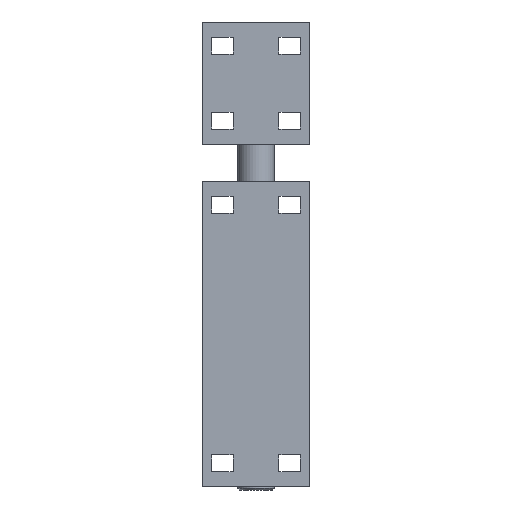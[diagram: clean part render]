
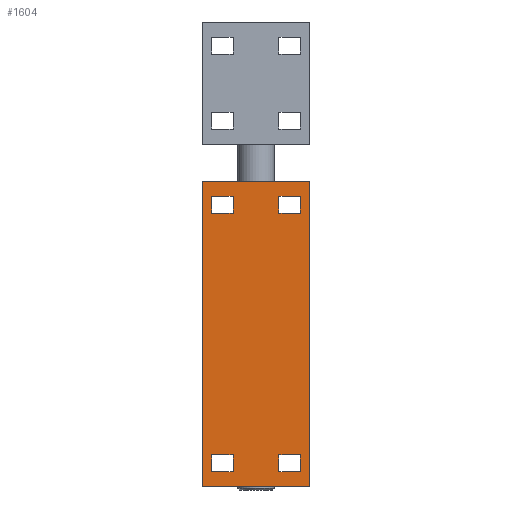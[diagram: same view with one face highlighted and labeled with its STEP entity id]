
A CAD part, front view. The second image highlights one B-rep face of the part: STEP entity #1604.
In plain terms, the highlighted planar face has unit normal (0, -1, 0).
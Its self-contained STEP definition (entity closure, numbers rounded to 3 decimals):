
#55=FACE_BOUND('',#254,.T.);
#56=FACE_BOUND('',#255,.T.);
#57=FACE_BOUND('',#256,.T.);
#58=FACE_BOUND('',#257,.T.);
#88=PLANE('',#1789);
#160=FACE_OUTER_BOUND('',#253,.T.);
#253=EDGE_LOOP('',(#1165,#1166,#1167,#1168));
#254=EDGE_LOOP('',(#1169,#1170,#1171,#1172));
#255=EDGE_LOOP('',(#1173,#1174,#1175,#1176));
#256=EDGE_LOOP('',(#1177,#1178,#1179,#1180));
#257=EDGE_LOOP('',(#1181,#1182,#1183,#1184));
#411=LINE('',#2405,#586);
#412=LINE('',#2407,#587);
#413=LINE('',#2409,#588);
#414=LINE('',#2410,#589);
#415=LINE('',#2413,#590);
#416=LINE('',#2415,#591);
#417=LINE('',#2417,#592);
#418=LINE('',#2418,#593);
#419=LINE('',#2421,#594);
#420=LINE('',#2423,#595);
#421=LINE('',#2425,#596);
#422=LINE('',#2426,#597);
#423=LINE('',#2429,#598);
#424=LINE('',#2431,#599);
#425=LINE('',#2433,#600);
#426=LINE('',#2434,#601);
#427=LINE('',#2437,#602);
#428=LINE('',#2439,#603);
#429=LINE('',#2441,#604);
#430=LINE('',#2442,#605);
#586=VECTOR('',#1961,10.);
#587=VECTOR('',#1962,10.);
#588=VECTOR('',#1963,10.);
#589=VECTOR('',#1964,10.);
#590=VECTOR('',#1965,10.);
#591=VECTOR('',#1966,10.);
#592=VECTOR('',#1967,10.);
#593=VECTOR('',#1968,10.);
#594=VECTOR('',#1969,10.);
#595=VECTOR('',#1970,10.);
#596=VECTOR('',#1971,10.);
#597=VECTOR('',#1972,10.);
#598=VECTOR('',#1973,10.);
#599=VECTOR('',#1974,10.);
#600=VECTOR('',#1975,10.);
#601=VECTOR('',#1976,10.);
#602=VECTOR('',#1977,10.);
#603=VECTOR('',#1978,10.);
#604=VECTOR('',#1979,10.);
#605=VECTOR('',#1980,10.);
#767=VERTEX_POINT('',#2403);
#768=VERTEX_POINT('',#2404);
#769=VERTEX_POINT('',#2406);
#770=VERTEX_POINT('',#2408);
#771=VERTEX_POINT('',#2411);
#772=VERTEX_POINT('',#2412);
#773=VERTEX_POINT('',#2414);
#774=VERTEX_POINT('',#2416);
#775=VERTEX_POINT('',#2419);
#776=VERTEX_POINT('',#2420);
#777=VERTEX_POINT('',#2422);
#778=VERTEX_POINT('',#2424);
#779=VERTEX_POINT('',#2427);
#780=VERTEX_POINT('',#2428);
#781=VERTEX_POINT('',#2430);
#782=VERTEX_POINT('',#2432);
#783=VERTEX_POINT('',#2435);
#784=VERTEX_POINT('',#2436);
#785=VERTEX_POINT('',#2438);
#786=VERTEX_POINT('',#2440);
#924=EDGE_CURVE('',#767,#768,#411,.T.);
#925=EDGE_CURVE('',#769,#767,#412,.T.);
#926=EDGE_CURVE('',#770,#769,#413,.T.);
#927=EDGE_CURVE('',#768,#770,#414,.T.);
#928=EDGE_CURVE('',#771,#772,#415,.T.);
#929=EDGE_CURVE('',#772,#773,#416,.T.);
#930=EDGE_CURVE('',#773,#774,#417,.T.);
#931=EDGE_CURVE('',#774,#771,#418,.T.);
#932=EDGE_CURVE('',#775,#776,#419,.T.);
#933=EDGE_CURVE('',#776,#777,#420,.T.);
#934=EDGE_CURVE('',#777,#778,#421,.T.);
#935=EDGE_CURVE('',#778,#775,#422,.T.);
#936=EDGE_CURVE('',#779,#780,#423,.T.);
#937=EDGE_CURVE('',#780,#781,#424,.T.);
#938=EDGE_CURVE('',#781,#782,#425,.T.);
#939=EDGE_CURVE('',#782,#779,#426,.T.);
#940=EDGE_CURVE('',#783,#784,#427,.T.);
#941=EDGE_CURVE('',#784,#785,#428,.T.);
#942=EDGE_CURVE('',#785,#786,#429,.T.);
#943=EDGE_CURVE('',#786,#783,#430,.T.);
#1165=ORIENTED_EDGE('',*,*,#924,.F.);
#1166=ORIENTED_EDGE('',*,*,#925,.F.);
#1167=ORIENTED_EDGE('',*,*,#926,.F.);
#1168=ORIENTED_EDGE('',*,*,#927,.F.);
#1169=ORIENTED_EDGE('',*,*,#928,.T.);
#1170=ORIENTED_EDGE('',*,*,#929,.T.);
#1171=ORIENTED_EDGE('',*,*,#930,.T.);
#1172=ORIENTED_EDGE('',*,*,#931,.T.);
#1173=ORIENTED_EDGE('',*,*,#932,.T.);
#1174=ORIENTED_EDGE('',*,*,#933,.T.);
#1175=ORIENTED_EDGE('',*,*,#934,.T.);
#1176=ORIENTED_EDGE('',*,*,#935,.T.);
#1177=ORIENTED_EDGE('',*,*,#936,.T.);
#1178=ORIENTED_EDGE('',*,*,#937,.T.);
#1179=ORIENTED_EDGE('',*,*,#938,.T.);
#1180=ORIENTED_EDGE('',*,*,#939,.T.);
#1181=ORIENTED_EDGE('',*,*,#940,.T.);
#1182=ORIENTED_EDGE('',*,*,#941,.T.);
#1183=ORIENTED_EDGE('',*,*,#942,.T.);
#1184=ORIENTED_EDGE('',*,*,#943,.T.);
#1604=ADVANCED_FACE('',(#160,#55,#56,#57,#58),#88,.F.);
#1789=AXIS2_PLACEMENT_3D('',#2402,#1959,#1960);
#1959=DIRECTION('center_axis',(0.,1.,0.));
#1960=DIRECTION('ref_axis',(0.,0.,1.));
#1961=DIRECTION('',(0.,0.,-1.));
#1962=DIRECTION('',(1.,0.,0.));
#1963=DIRECTION('',(0.,0.,1.));
#1964=DIRECTION('',(-1.,0.,0.));
#1965=DIRECTION('',(-1.,0.,0.));
#1966=DIRECTION('',(0.,0.,1.));
#1967=DIRECTION('',(1.,0.,0.));
#1968=DIRECTION('',(0.,0.,-1.));
#1969=DIRECTION('',(1.,0.,0.));
#1970=DIRECTION('',(0.,0.,-1.));
#1971=DIRECTION('',(-1.,0.,0.));
#1972=DIRECTION('',(0.,0.,1.));
#1973=DIRECTION('',(-1.,0.,0.));
#1974=DIRECTION('',(0.,0.,1.));
#1975=DIRECTION('',(1.,0.,0.));
#1976=DIRECTION('',(0.,0.,-1.));
#1977=DIRECTION('',(1.,0.,0.));
#1978=DIRECTION('',(0.,0.,-1.));
#1979=DIRECTION('',(-1.,0.,0.));
#1980=DIRECTION('',(0.,0.,1.));
#2402=CARTESIAN_POINT('Origin',(0.,0.,0.));
#2403=CARTESIAN_POINT('',(17.5,0.,50.));
#2404=CARTESIAN_POINT('',(17.5,0.,-50.));
#2405=CARTESIAN_POINT('',(17.5,0.,50.));
#2406=CARTESIAN_POINT('',(-17.5,0.,50.));
#2407=CARTESIAN_POINT('',(-17.5,0.,50.));
#2408=CARTESIAN_POINT('',(-17.5,0.,-50.));
#2409=CARTESIAN_POINT('',(-17.5,0.,-50.));
#2410=CARTESIAN_POINT('',(17.5,0.,-50.));
#2411=CARTESIAN_POINT('',(14.5,0.,-45.));
#2412=CARTESIAN_POINT('',(7.5,0.,-45.));
#2413=CARTESIAN_POINT('',(3.75,0.,-45.));
#2414=CARTESIAN_POINT('',(7.5,0.,-39.5));
#2415=CARTESIAN_POINT('',(7.5,0.,-19.75));
#2416=CARTESIAN_POINT('',(14.5,0.,-39.5));
#2417=CARTESIAN_POINT('',(7.25,0.,-39.5));
#2418=CARTESIAN_POINT('',(14.5,0.,-22.5));
#2419=CARTESIAN_POINT('',(7.5,0.,45.));
#2420=CARTESIAN_POINT('',(14.5,0.,45.));
#2421=CARTESIAN_POINT('',(7.25,0.,45.));
#2422=CARTESIAN_POINT('',(14.5,0.,39.5));
#2423=CARTESIAN_POINT('',(14.5,0.,19.75));
#2424=CARTESIAN_POINT('',(7.5,0.,39.5));
#2425=CARTESIAN_POINT('',(3.75,0.,39.5));
#2426=CARTESIAN_POINT('',(7.5,0.,22.5));
#2427=CARTESIAN_POINT('',(-7.5,0.,-45.));
#2428=CARTESIAN_POINT('',(-14.5,0.,-45.));
#2429=CARTESIAN_POINT('',(-7.25,0.,-45.));
#2430=CARTESIAN_POINT('',(-14.5,0.,-39.5));
#2431=CARTESIAN_POINT('',(-14.5,0.,-19.75));
#2432=CARTESIAN_POINT('',(-7.5,0.,-39.5));
#2433=CARTESIAN_POINT('',(-3.75,0.,-39.5));
#2434=CARTESIAN_POINT('',(-7.5,0.,-22.5));
#2435=CARTESIAN_POINT('',(-14.5,0.,45.));
#2436=CARTESIAN_POINT('',(-7.5,0.,45.));
#2437=CARTESIAN_POINT('',(-3.75,0.,45.));
#2438=CARTESIAN_POINT('',(-7.5,0.,39.5));
#2439=CARTESIAN_POINT('',(-7.5,0.,19.75));
#2440=CARTESIAN_POINT('',(-14.5,0.,39.5));
#2441=CARTESIAN_POINT('',(-7.25,0.,39.5));
#2442=CARTESIAN_POINT('',(-14.5,0.,22.5));
